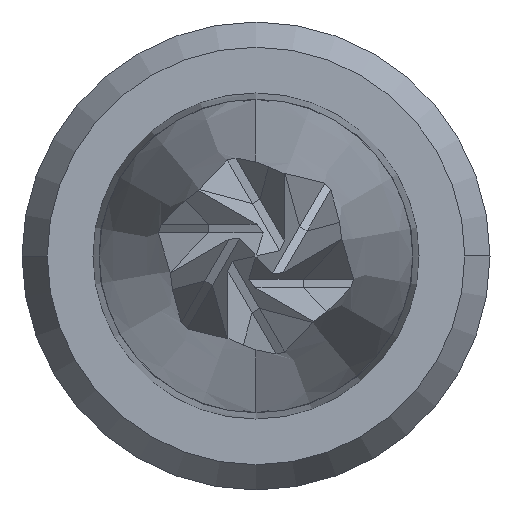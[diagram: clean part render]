
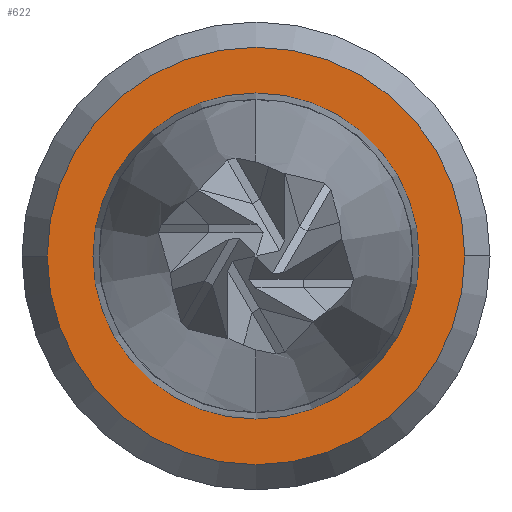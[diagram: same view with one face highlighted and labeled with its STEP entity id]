
A CAD part, left-side view. The second image highlights one B-rep face of the part: STEP entity #622.
In plain terms, the highlighted planar face has unit normal (-1, 0, 0).
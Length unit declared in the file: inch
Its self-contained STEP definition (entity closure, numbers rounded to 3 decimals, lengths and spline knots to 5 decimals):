
#218 = VERTEX_POINT ( 'NONE', #1432 ) ;
#239 = VERTEX_POINT ( 'NONE', #719 ) ;
#342 = DIRECTION ( 'NONE',  ( 0., 1., 0. ) ) ;
#355 = DIRECTION ( 'NONE',  ( 1., 0., 0. ) ) ;
#484 = DIRECTION ( 'NONE',  ( 0., -1., 0. ) ) ;
#544 = ORIENTED_EDGE ( 'NONE', *, *, #1593, .F. ) ;
#565 = VERTEX_POINT ( 'NONE', #696 ) ;
#622 = ADVANCED_FACE ( 'NONE', ( #1218, #2175 ), #1297, .T. ) ;
#625 = AXIS2_PLACEMENT_3D ( 'NONE', #931, #937, #893 ) ;
#677 = CARTESIAN_POINT ( 'NONE',  ( 0., 0., 0. ) ) ;
#696 = CARTESIAN_POINT ( 'NONE',  ( 0., -0.024, 0. ) ) ;
#719 = CARTESIAN_POINT ( 'NONE',  ( 0., 0.024, 0. ) ) ;
#752 = ORIENTED_EDGE ( 'NONE', *, *, #1564, .F. ) ;
#863 = ORIENTED_EDGE ( 'NONE', *, *, #1669, .T. ) ;
#893 = DIRECTION ( 'NONE',  ( 0., -1., 0. ) ) ;
#931 = CARTESIAN_POINT ( 'NONE',  ( 0., 0.024, 0. ) ) ;
#937 = DIRECTION ( 'NONE',  ( -1., 0., 0. ) ) ;
#945 = EDGE_LOOP ( 'NONE', ( #544, #752 ) ) ;
#1096 = AXIS2_PLACEMENT_3D ( 'NONE', #677, #355, #342 ) ;
#1218 = FACE_BOUND ( 'NONE', #1626, .T. ) ;
#1297 = PLANE ( 'NONE',  #625 ) ;
#1351 = DIRECTION ( 'NONE',  ( 1., 0., 0. ) ) ;
#1356 = CARTESIAN_POINT ( 'NONE',  ( 0., 0., 0. ) ) ;
#1362 = DIRECTION ( 'NONE',  ( 0., 1., 0. ) ) ;
#1397 = CIRCLE ( 'NONE', #1448, 0.01874 ) ;
#1432 = CARTESIAN_POINT ( 'NONE',  ( 0., 0., 0.01874 ) ) ;
#1448 = AXIS2_PLACEMENT_3D ( 'NONE', #1604, #1602, #484 ) ;
#1473 = AXIS2_PLACEMENT_3D ( 'NONE', #1356, #1351, #1362 ) ;
#1564 = EDGE_CURVE ( 'NONE', #565, #239, #1940, .T. ) ;
#1582 = ORIENTED_EDGE ( 'NONE', *, *, #1612, .T. ) ;
#1593 = EDGE_CURVE ( 'NONE', #239, #565, #1694, .T. ) ;
#1602 = DIRECTION ( 'NONE',  ( 1., 0., 0. ) ) ;
#1604 = CARTESIAN_POINT ( 'NONE',  ( 0., 0., 0. ) ) ;
#1612 = EDGE_CURVE ( 'NONE', #218, #1708, #2209, .T. ) ;
#1617 = CARTESIAN_POINT ( 'NONE',  ( 0., 0., -0.01874 ) ) ;
#1626 = EDGE_LOOP ( 'NONE', ( #863, #1582 ) ) ;
#1669 = EDGE_CURVE ( 'NONE', #1708, #218, #1397, .T. ) ;
#1694 = CIRCLE ( 'NONE', #1473, 0.024 ) ;
#1708 = VERTEX_POINT ( 'NONE', #1617 ) ;
#1749 = CARTESIAN_POINT ( 'NONE',  ( 0., 0., 0. ) ) ;
#1871 = DIRECTION ( 'NONE',  ( 1., 0., 0. ) ) ;
#1895 = DIRECTION ( 'NONE',  ( 0., -1., 0. ) ) ;
#1905 = AXIS2_PLACEMENT_3D ( 'NONE', #1749, #1871, #1895 ) ;
#1940 = CIRCLE ( 'NONE', #1096, 0.024 ) ;
#2175 = FACE_OUTER_BOUND ( 'NONE', #945, .T. ) ;
#2209 = CIRCLE ( 'NONE', #1905, 0.01874 ) ;
